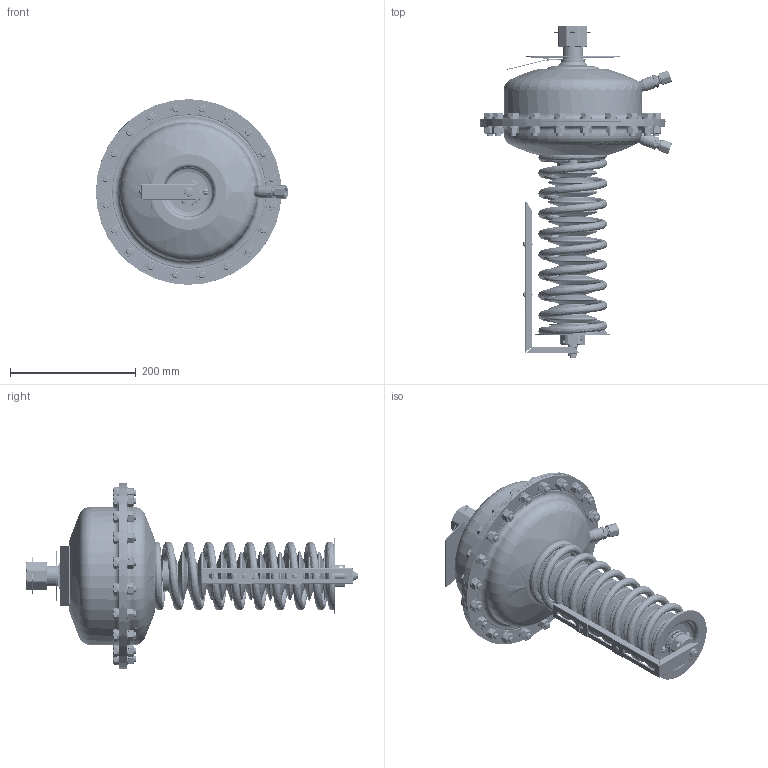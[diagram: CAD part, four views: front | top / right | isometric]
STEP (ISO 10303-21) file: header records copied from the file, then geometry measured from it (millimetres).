
FILE_DESCRIPTION((''),'2;1');
FILE_NAME('003G5609_AFP2_PN16_320CM2_ASM','2021-07-19T13:20:18',('U240466'),('Danfoss'),'CREO PARAMETRIC BY PTC INC, 2020342','CREO PARAMETRIC BY PTC INC, 2020342','');
FILE_SCHEMA(('CONFIG_CONTROL_DESIGN'));
Length unit declared in the file: millimetre
Products named in the file (85): 88670130_HOUSING320_PN16_MINUS_; 88673400_TUBE_FI38X10X62_MINUS_; 88671660_PRESSURE_CONNECTO-5883; WELD_PRESS_CON_4MM_1; WELD_320_4MM_AF37_1; WELD_320_4MM_2_1; 88671530_COVER320_PN16_MINUS_AS_ASM; 88670120_HOUSING320_PN16_PLUS_A; 88671660_PRESSURE_CONNECT-11705; WELD_PRESS_CON_4MM_AF1_1; 88671520_COVER320_PN16_PLUS_ASM_ASM; 51018011_1; 52017500_1; 51917340_1; 88670230_PLATE320_MINUS_S_VALVE; 88671330_PLATE320_PLUS_S_VALVE_; 88671040_SETTING_SPINDLE_PA_1; 88670600_CONNECTING_NUT_G1_1_4_; 88670800_SETTING_NUT_IPA_1; 5521168_1_1; 5521168_1_2; 5521168_1_3; 5521168_1_4; 5521168_1_5; 5521168_1_6; 5521168_1_7; 5521168_1_8; 5521168_1_9; 5521168_1_10; 5521168_1_11; 5521168_1_12; 5521168_1_13; 5521168_1_14; 5521168_1_15; 5521168_1_16; 5521168_1_17; 5521168_1_18; 5521168_1_ASM; 88670300_SPRING_HOLDER_PA_1; 88673110_SPRING_COMPRESSION_RED ...
Assembly tree (181 placements, depth 5):
  003G5609_AFP2_PN16_320CM2_ASM
    003G5609_AFP2_PN16_320CM2_ASM_1_ASM
      88671530_COVER320_PN16_MINUS_AS_ASM
        88670130_HOUSING320_PN16_MINUS_
        88673400_TUBE_FI38X10X62_MINUS_
        88671660_PRESSURE_CONNECTO-5883
        WELD_PRESS_CON_4MM_1
        WELD_320_4MM_AF37_1
        WELD_320_4MM_2_1
      88671520_COVER320_PN16_PLUS_ASM_ASM
        88670120_HOUSING320_PN16_PLUS_A
        88671660_PRESSURE_CONNECT-11705
        WELD_PRESS_CON_4MM_AF1_1
      51018011_1  x20
      52017500_1  x40
      51917340_1  x20
      88670230_PLATE320_MINUS_S_VALVE
      88671330_PLATE320_PLUS_S_VALVE_
      88671040_SETTING_SPINDLE_PA_1
      88670600_CONNECTING_NUT_G1_1_4_
      88670800_SETTING_NUT_IPA_1
      5521168_1_ASM
        5521168_1_1
        5521168_1_2
        5521168_1_3
        5521168_1_4
        5521168_1_5
        5521168_1_6
        5521168_1_7
        5521168_1_8
        5521168_1_9
        5521168_1_10
        5521168_1_11
        5521168_1_12
        5521168_1_13
        5521168_1_14
        5521168_1_15
        5521168_1_16
        5521168_1_17
        5521168_1_18
      88670300_SPRING_HOLDER_PA_1
      88673110_SPRING_COMPRESSION_RED
      88674000_SAFETY_VALVE_PLUS_ASM__ASM
        88671100_S_VALVE_HOUSING_PLUS_1
        88671130_SAFETY_VALVE_CONE_1
        88671150_SAFE_VALVE_Q-R_HOLDER_
        88671120_SAFETY_VALVE_STEM_1
        VZMET_TLACNA_1
        88671140_SAFETY_VALVE_NUT_1
        MATICA-6KT_M4_1
        5451357_1
        5479067_1
      88674010_SAFETY_VALVE_MINUS_ASM_ASM
        88671110_S_VALVE_HOUSING_MINUS_
        88671130_SAFETY_VALVE_CONE_1
        88671150_SAFE_VALVE_Q-R_HOLDER_
        88671120_SAFETY_VALVE_STEM_1
        VZMET_TLACNA_1
        88671140_SAFETY_VALVE_NUT_1
        MATICA-6KT_M4_1
Bounding box: 305.44 x 527.7 x 295 mm (x, y, z)
Volume: 2093735.3 mm3; surface area: 1452458 mm2
Topology: 176 solids, 176 shells, 3793 faces, 9300 edges, 5828 vertices
Faces by surface type: cylinder 1131, cone 1028, plane 996, torus 474, sphere 84, bspline 78, revolution 2
Entity records: 107153 total; most frequent: CARTESIAN_POINT 51417, DIRECTION 12638, ORIENTED_EDGE 10780, AXIS2_PLACEMENT_3D 5538, EDGE_CURVE 5390, VERTEX_POINT 3435, CIRCLE 3021, EDGE_LOOP 2469
